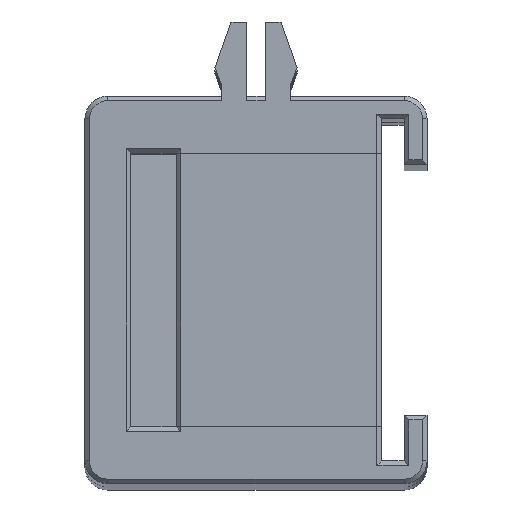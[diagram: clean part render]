
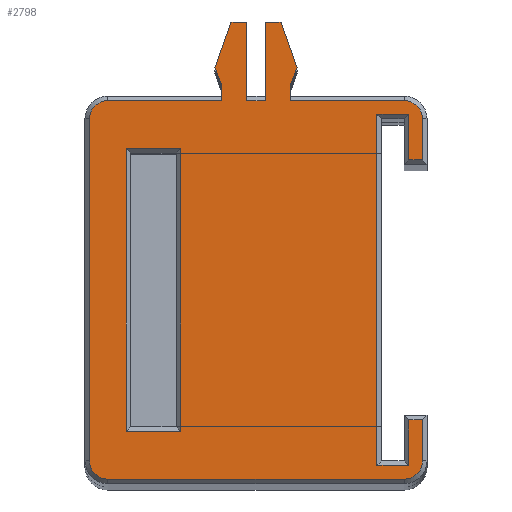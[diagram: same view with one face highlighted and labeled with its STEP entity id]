
A CAD part, top view. The second image highlights one B-rep face of the part: STEP entity #2798.
In plain terms, the highlighted planar face has unit normal (0, 0, 1).
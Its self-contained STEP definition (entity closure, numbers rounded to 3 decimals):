
#24=FACE_BOUND('',#1040,.T.);
#320=LINE('',#4388,#688);
#322=LINE('',#4393,#690);
#325=LINE('',#4397,#693);
#328=LINE('',#4402,#696);
#330=LINE('',#4407,#698);
#331=LINE('',#4409,#699);
#332=LINE('',#4411,#700);
#333=LINE('',#4413,#701);
#334=LINE('',#4415,#702);
#335=LINE('',#4417,#703);
#336=LINE('',#4421,#704);
#337=LINE('',#4425,#705);
#338=LINE('',#4429,#706);
#339=LINE('',#4431,#707);
#340=LINE('',#4433,#708);
#341=LINE('',#4435,#709);
#342=LINE('',#4437,#710);
#343=LINE('',#4439,#711);
#344=LINE('',#4441,#712);
#345=LINE('',#4443,#713);
#346=LINE('',#4445,#714);
#347=LINE('',#4449,#715);
#348=LINE('',#4451,#716);
#349=LINE('',#4453,#717);
#350=LINE('',#4455,#718);
#351=LINE('',#4457,#719);
#352=LINE('',#4459,#720);
#353=LINE('',#4460,#721);
#688=VECTOR('',#3573,10.);
#690=VECTOR('',#3577,10.);
#693=VECTOR('',#3582,10.);
#696=VECTOR('',#3589,10.);
#698=VECTOR('',#3593,10.);
#699=VECTOR('',#3594,10.);
#700=VECTOR('',#3595,10.);
#701=VECTOR('',#3596,10.);
#702=VECTOR('',#3597,10.);
#703=VECTOR('',#3598,10.);
#704=VECTOR('',#3601,10.);
#705=VECTOR('',#3604,10.);
#706=VECTOR('',#3607,10.);
#707=VECTOR('',#3608,10.);
#708=VECTOR('',#3609,10.);
#709=VECTOR('',#3610,10.);
#710=VECTOR('',#3611,10.);
#711=VECTOR('',#3612,10.);
#712=VECTOR('',#3613,10.);
#713=VECTOR('',#3614,10.);
#714=VECTOR('',#3615,10.);
#715=VECTOR('',#3618,10.);
#716=VECTOR('',#3619,10.);
#717=VECTOR('',#3620,10.);
#718=VECTOR('',#3621,10.);
#719=VECTOR('',#3622,10.);
#720=VECTOR('',#3623,10.);
#721=VECTOR('',#3624,10.);
#884=FACE_OUTER_BOUND('',#1039,.T.);
#1039=EDGE_LOOP('',(#2328,#2329,#2330,#2331,#2332,#2333,#2334,#2335,#2336,
#2337,#2338,#2339,#2340,#2341,#2342,#2343,#2344,#2345,#2346,#2347,#2348,
#2349,#2350,#2351,#2352,#2353,#2354,#2355));
#1040=EDGE_LOOP('',(#2356,#2357,#2358,#2359));
#1114=CIRCLE('',#2992,0.8);
#1115=CIRCLE('',#2993,0.8);
#1116=CIRCLE('',#2994,0.8);
#1117=CIRCLE('',#2995,0.8);
#1320=VERTEX_POINT('',#4385);
#1321=VERTEX_POINT('',#4387);
#1322=VERTEX_POINT('',#4391);
#1323=VERTEX_POINT('',#4392);
#1324=VERTEX_POINT('',#4405);
#1325=VERTEX_POINT('',#4406);
#1326=VERTEX_POINT('',#4408);
#1327=VERTEX_POINT('',#4410);
#1328=VERTEX_POINT('',#4412);
#1329=VERTEX_POINT('',#4414);
#1330=VERTEX_POINT('',#4416);
#1331=VERTEX_POINT('',#4418);
#1332=VERTEX_POINT('',#4420);
#1333=VERTEX_POINT('',#4422);
#1334=VERTEX_POINT('',#4424);
#1335=VERTEX_POINT('',#4426);
#1336=VERTEX_POINT('',#4428);
#1337=VERTEX_POINT('',#4430);
#1338=VERTEX_POINT('',#4432);
#1339=VERTEX_POINT('',#4434);
#1340=VERTEX_POINT('',#4436);
#1341=VERTEX_POINT('',#4438);
#1342=VERTEX_POINT('',#4440);
#1343=VERTEX_POINT('',#4442);
#1344=VERTEX_POINT('',#4444);
#1345=VERTEX_POINT('',#4446);
#1346=VERTEX_POINT('',#4448);
#1347=VERTEX_POINT('',#4450);
#1348=VERTEX_POINT('',#4452);
#1349=VERTEX_POINT('',#4454);
#1350=VERTEX_POINT('',#4456);
#1351=VERTEX_POINT('',#4458);
#1669=EDGE_CURVE('',#1320,#1321,#320,.T.);
#1671=EDGE_CURVE('',#1322,#1323,#322,.T.);
#1674=EDGE_CURVE('',#1321,#1322,#325,.T.);
#1677=EDGE_CURVE('',#1323,#1320,#328,.T.);
#1679=EDGE_CURVE('',#1324,#1325,#330,.T.);
#1680=EDGE_CURVE('',#1326,#1324,#331,.T.);
#1681=EDGE_CURVE('',#1327,#1326,#332,.T.);
#1682=EDGE_CURVE('',#1328,#1327,#333,.T.);
#1683=EDGE_CURVE('',#1329,#1328,#334,.T.);
#1684=EDGE_CURVE('',#1330,#1329,#335,.T.);
#1685=EDGE_CURVE('',#1331,#1330,#1114,.T.);
#1686=EDGE_CURVE('',#1332,#1331,#336,.T.);
#1687=EDGE_CURVE('',#1333,#1332,#1115,.T.);
#1688=EDGE_CURVE('',#1334,#1333,#337,.T.);
#1689=EDGE_CURVE('',#1335,#1334,#1116,.T.);
#1690=EDGE_CURVE('',#1336,#1335,#338,.T.);
#1691=EDGE_CURVE('',#1337,#1336,#339,.T.);
#1692=EDGE_CURVE('',#1338,#1337,#340,.T.);
#1693=EDGE_CURVE('',#1339,#1338,#341,.T.);
#1694=EDGE_CURVE('',#1340,#1339,#342,.T.);
#1695=EDGE_CURVE('',#1341,#1340,#343,.T.);
#1696=EDGE_CURVE('',#1342,#1341,#344,.T.);
#1697=EDGE_CURVE('',#1343,#1342,#345,.T.);
#1698=EDGE_CURVE('',#1344,#1343,#346,.T.);
#1699=EDGE_CURVE('',#1345,#1344,#1117,.T.);
#1700=EDGE_CURVE('',#1346,#1345,#347,.T.);
#1701=EDGE_CURVE('',#1347,#1346,#348,.T.);
#1702=EDGE_CURVE('',#1348,#1347,#349,.T.);
#1703=EDGE_CURVE('',#1349,#1348,#350,.T.);
#1704=EDGE_CURVE('',#1350,#1349,#351,.T.);
#1705=EDGE_CURVE('',#1351,#1350,#352,.T.);
#1706=EDGE_CURVE('',#1325,#1351,#353,.T.);
#2328=ORIENTED_EDGE('',*,*,#1679,.F.);
#2329=ORIENTED_EDGE('',*,*,#1680,.F.);
#2330=ORIENTED_EDGE('',*,*,#1681,.F.);
#2331=ORIENTED_EDGE('',*,*,#1682,.F.);
#2332=ORIENTED_EDGE('',*,*,#1683,.F.);
#2333=ORIENTED_EDGE('',*,*,#1684,.F.);
#2334=ORIENTED_EDGE('',*,*,#1685,.F.);
#2335=ORIENTED_EDGE('',*,*,#1686,.F.);
#2336=ORIENTED_EDGE('',*,*,#1687,.F.);
#2337=ORIENTED_EDGE('',*,*,#1688,.F.);
#2338=ORIENTED_EDGE('',*,*,#1689,.F.);
#2339=ORIENTED_EDGE('',*,*,#1690,.F.);
#2340=ORIENTED_EDGE('',*,*,#1691,.F.);
#2341=ORIENTED_EDGE('',*,*,#1692,.F.);
#2342=ORIENTED_EDGE('',*,*,#1693,.F.);
#2343=ORIENTED_EDGE('',*,*,#1694,.F.);
#2344=ORIENTED_EDGE('',*,*,#1695,.F.);
#2345=ORIENTED_EDGE('',*,*,#1696,.F.);
#2346=ORIENTED_EDGE('',*,*,#1697,.F.);
#2347=ORIENTED_EDGE('',*,*,#1698,.F.);
#2348=ORIENTED_EDGE('',*,*,#1699,.F.);
#2349=ORIENTED_EDGE('',*,*,#1700,.F.);
#2350=ORIENTED_EDGE('',*,*,#1701,.F.);
#2351=ORIENTED_EDGE('',*,*,#1702,.F.);
#2352=ORIENTED_EDGE('',*,*,#1703,.F.);
#2353=ORIENTED_EDGE('',*,*,#1704,.F.);
#2354=ORIENTED_EDGE('',*,*,#1705,.F.);
#2355=ORIENTED_EDGE('',*,*,#1706,.F.);
#2356=ORIENTED_EDGE('',*,*,#1677,.F.);
#2357=ORIENTED_EDGE('',*,*,#1671,.F.);
#2358=ORIENTED_EDGE('',*,*,#1674,.F.);
#2359=ORIENTED_EDGE('',*,*,#1669,.F.);
#2651=PLANE('',#2991);
#2798=ADVANCED_FACE('',(#884,#24),#2651,.T.);
#2991=AXIS2_PLACEMENT_3D('',#4404,#3591,#3592);
#2992=AXIS2_PLACEMENT_3D('',#4419,#3599,#3600);
#2993=AXIS2_PLACEMENT_3D('',#4423,#3602,#3603);
#2994=AXIS2_PLACEMENT_3D('',#4427,#3605,#3606);
#2995=AXIS2_PLACEMENT_3D('',#4447,#3616,#3617);
#3573=DIRECTION('',(-1.,0.,0.));
#3577=DIRECTION('',(1.,0.,0.));
#3582=DIRECTION('',(0.,-1.,0.));
#3589=DIRECTION('',(0.,1.,0.));
#3591=DIRECTION('center_axis',(0.,0.,1.));
#3592=DIRECTION('ref_axis',(1.,0.,0.));
#3593=DIRECTION('',(0.,-1.,0.));
#3594=DIRECTION('',(1.,0.,0.));
#3595=DIRECTION('',(0.33,0.944,0.));
#3596=DIRECTION('',(-0.351,0.936,0.));
#3597=DIRECTION('',(0.,1.,0.));
#3598=DIRECTION('',(1.,0.,0.));
#3599=DIRECTION('center_axis',(0.,0.,-1.));
#3600=DIRECTION('ref_axis',(-0.707,0.707,0.));
#3601=DIRECTION('',(0.,1.,0.));
#3602=DIRECTION('center_axis',(0.,0.,-1.));
#3603=DIRECTION('ref_axis',(-0.707,-0.707,0.));
#3604=DIRECTION('',(-1.,0.,0.));
#3605=DIRECTION('center_axis',(0.,0.,-1.));
#3606=DIRECTION('ref_axis',(0.707,-0.707,0.));
#3607=DIRECTION('',(0.,-1.,0.));
#3608=DIRECTION('',(1.,0.,0.));
#3609=DIRECTION('',(0.,1.,0.));
#3610=DIRECTION('',(1.,0.,0.));
#3611=DIRECTION('',(0.,-1.,0.));
#3612=DIRECTION('',(-1.,0.,0.));
#3613=DIRECTION('',(0.,1.,0.));
#3614=DIRECTION('',(-1.,0.,0.));
#3615=DIRECTION('',(0.,-1.,0.));
#3616=DIRECTION('center_axis',(0.,0.,-1.));
#3617=DIRECTION('ref_axis',(0.707,0.707,0.));
#3618=DIRECTION('',(1.,0.,0.));
#3619=DIRECTION('',(0.,-1.,0.));
#3620=DIRECTION('',(-0.351,-0.936,0.));
#3621=DIRECTION('',(0.33,-0.944,0.));
#3622=DIRECTION('',(1.,0.,0.));
#3623=DIRECTION('',(0.,1.,0.));
#3624=DIRECTION('',(1.,0.,0.));
#4385=CARTESIAN_POINT('',(4.2,-2.3,158.));
#4387=CARTESIAN_POINT('',(1.8,-2.3,158.));
#4388=CARTESIAN_POINT('',(7.75,-2.3,158.));
#4391=CARTESIAN_POINT('',(1.8,-14.7,158.));
#4392=CARTESIAN_POINT('',(4.2,-14.7,158.));
#4393=CARTESIAN_POINT('',(10.25,-14.7,158.));
#4397=CARTESIAN_POINT('',(1.8,-8.5,158.));
#4402=CARTESIAN_POINT('',(4.2,-11.5,158.));
#4404=CARTESIAN_POINT('Origin',(7.5,-8.5,158.));
#4405=CARTESIAN_POINT('',(7.1,3.25,158.));
#4406=CARTESIAN_POINT('',(7.1,-0.2,158.));
#4407=CARTESIAN_POINT('',(7.1,0.813,158.));
#4408=CARTESIAN_POINT('',(6.4,3.25,158.));
#4409=CARTESIAN_POINT('',(7.3,3.25,158.));
#4410=CARTESIAN_POINT('',(5.7,1.25,158.));
#4411=CARTESIAN_POINT('',(6.207,2.698,158.));
#4412=CARTESIAN_POINT('',(6.,0.45,158.));
#4413=CARTESIAN_POINT('',(5.749,1.118,158.));
#4414=CARTESIAN_POINT('',(6.,-0.2,158.));
#4415=CARTESIAN_POINT('',(6.,1.038,158.));
#4416=CARTESIAN_POINT('',(1.,-0.2,158.));
#4417=CARTESIAN_POINT('',(11.25,-0.2,158.));
#4418=CARTESIAN_POINT('',(0.2,-1.,158.));
#4419=CARTESIAN_POINT('Origin',(1.,-1.,158.));
#4420=CARTESIAN_POINT('',(0.2,-16.,158.));
#4421=CARTESIAN_POINT('',(0.2,-4.25,158.));
#4422=CARTESIAN_POINT('',(1.,-16.8,158.));
#4423=CARTESIAN_POINT('Origin',(1.,-16.,158.));
#4424=CARTESIAN_POINT('',(14.,-16.8,158.));
#4425=CARTESIAN_POINT('',(3.75,-16.8,158.));
#4426=CARTESIAN_POINT('',(14.8,-16.,158.));
#4427=CARTESIAN_POINT('Origin',(14.,-16.,158.));
#4428=CARTESIAN_POINT('',(14.8,-14.2,158.));
#4429=CARTESIAN_POINT('',(14.8,-12.75,158.));
#4430=CARTESIAN_POINT('',(14.2,-14.2,158.));
#4431=CARTESIAN_POINT('',(11.25,-14.2,158.));
#4432=CARTESIAN_POINT('',(14.2,-16.2,158.));
#4433=CARTESIAN_POINT('',(14.2,-11.25,158.));
#4434=CARTESIAN_POINT('',(12.8,-16.2,158.));
#4435=CARTESIAN_POINT('',(10.75,-16.2,158.));
#4436=CARTESIAN_POINT('',(12.8,-0.8,158.));
#4437=CARTESIAN_POINT('',(12.8,-12.25,158.));
#4438=CARTESIAN_POINT('',(14.2,-0.8,158.));
#4439=CARTESIAN_POINT('',(10.25,-0.8,158.));
#4440=CARTESIAN_POINT('',(14.2,-2.8,158.));
#4441=CARTESIAN_POINT('',(14.2,-4.75,158.));
#4442=CARTESIAN_POINT('',(14.8,-2.8,158.));
#4443=CARTESIAN_POINT('',(10.75,-2.8,158.));
#4444=CARTESIAN_POINT('',(14.8,-1.,158.));
#4445=CARTESIAN_POINT('',(14.8,-5.75,158.));
#4446=CARTESIAN_POINT('',(14.,-0.2,158.));
#4447=CARTESIAN_POINT('Origin',(14.,-1.,158.));
#4448=CARTESIAN_POINT('',(9.,-0.2,158.));
#4449=CARTESIAN_POINT('',(11.25,-0.2,158.));
#4450=CARTESIAN_POINT('',(9.,0.45,158.));
#4451=CARTESIAN_POINT('',(9.,0.813,158.));
#4452=CARTESIAN_POINT('',(9.3,1.25,158.));
#4453=CARTESIAN_POINT('',(9.101,0.718,158.));
#4454=CARTESIAN_POINT('',(8.6,3.25,158.));
#4455=CARTESIAN_POINT('',(9.143,1.698,158.));
#4456=CARTESIAN_POINT('',(7.9,3.25,158.));
#4457=CARTESIAN_POINT('',(8.05,3.25,158.));
#4458=CARTESIAN_POINT('',(7.9,-0.2,158.));
#4459=CARTESIAN_POINT('',(7.9,2.437,158.));
#4460=CARTESIAN_POINT('',(11.25,-0.2,158.));
